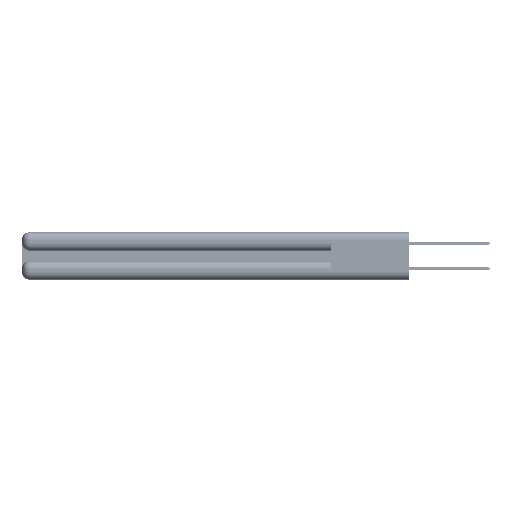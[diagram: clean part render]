
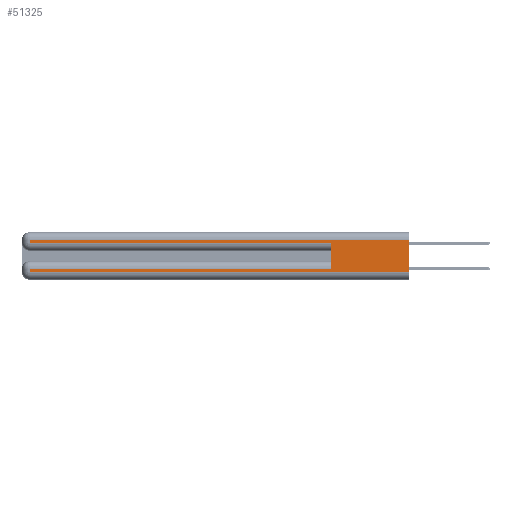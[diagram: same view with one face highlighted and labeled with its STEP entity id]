
A CAD part, left-side view. The second image highlights one B-rep face of the part: STEP entity #51325.
In plain terms, the highlighted planar face has unit normal (-1, 0, 0).
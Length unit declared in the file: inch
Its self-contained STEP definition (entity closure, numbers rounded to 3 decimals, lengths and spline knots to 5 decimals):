
#1752 = VERTEX_POINT ( 'NONE', #26747 ) ;
#2104 = VECTOR ( 'NONE', #9938, 39.37008 ) ;
#2251 = LINE ( 'NONE', #11463, #38751 ) ;
#2304 = VECTOR ( 'NONE', #38351, 39.37008 ) ;
#2491 = CARTESIAN_POINT ( 'NONE',  ( 0., 0., 0.085 ) ) ;
#2618 = CARTESIAN_POINT ( 'NONE',  ( 0., 0., 0.06 ) ) ;
#5665 = VERTEX_POINT ( 'NONE', #35456 ) ;
#5689 = LINE ( 'NONE', #2491, #8449 ) ;
#5712 = VERTEX_POINT ( 'NONE', #36047 ) ;
#5913 = CARTESIAN_POINT ( 'NONE',  ( 0., 2.94, 0.37 ) ) ;
#6512 = EDGE_CURVE ( 'NONE', #5665, #7799, #47290, .T. ) ;
#7165 = DIRECTION ( 'NONE',  ( 1., 0., 0. ) ) ;
#7427 = DIRECTION ( 'NONE',  ( 0., 0., -1. ) ) ;
#7799 = VERTEX_POINT ( 'NONE', #20155 ) ;
#7998 = VECTOR ( 'NONE', #43744, 39.37008 ) ;
#8368 = EDGE_CURVE ( 'NONE', #9742, #5712, #40893, .T. ) ;
#8449 = VECTOR ( 'NONE', #37704, 39.37008 ) ;
#9404 = LINE ( 'NONE', #48152, #7998 ) ;
#9742 = VERTEX_POINT ( 'NONE', #33826 ) ;
#9938 = DIRECTION ( 'NONE',  ( 0., 0., -1. ) ) ;
#10012 = EDGE_CURVE ( 'NONE', #32000, #5712, #13787, .T. ) ;
#10591 = VECTOR ( 'NONE', #11872, 39.37008 ) ;
#11463 = CARTESIAN_POINT ( 'NONE',  ( 0., 2.94, 0.37 ) ) ;
#11591 = DIRECTION ( 'NONE',  ( 0., 0., -1. ) ) ;
#11872 = DIRECTION ( 'NONE',  ( 0., 0., -1. ) ) ;
#13387 = EDGE_CURVE ( 'NONE', #23042, #33399, #5689, .T. ) ;
#13787 = LINE ( 'NONE', #18789, #2104 ) ;
#13977 = LINE ( 'NONE', #34687, #2304 ) ;
#15223 = LINE ( 'NONE', #34554, #16626 ) ;
#16626 = VECTOR ( 'NONE', #52435, 39.37008 ) ;
#17876 = ORIENTED_EDGE ( 'NONE', *, *, #13387, .T. ) ;
#18789 = CARTESIAN_POINT ( 'NONE',  ( 0., 0., 0.37 ) ) ;
#20155 = CARTESIAN_POINT ( 'NONE',  ( 0., 2.94, 0.285 ) ) ;
#23042 = VERTEX_POINT ( 'NONE', #27849 ) ;
#24191 = CARTESIAN_POINT ( 'NONE',  ( 0., 0., 0.31 ) ) ;
#25149 = FACE_OUTER_BOUND ( 'NONE', #36998, .T. ) ;
#26639 = ORIENTED_EDGE ( 'NONE', *, *, #10012, .F. ) ;
#26747 = CARTESIAN_POINT ( 'NONE',  ( 0., 0.6, 0.285 ) ) ;
#27615 = ORIENTED_EDGE ( 'NONE', *, *, #47049, .T. ) ;
#27849 = CARTESIAN_POINT ( 'NONE',  ( 0., 0.6, 0.085 ) ) ;
#32000 = VERTEX_POINT ( 'NONE', #24191 ) ;
#33399 = VERTEX_POINT ( 'NONE', #41318 ) ;
#33730 = PLANE ( 'NONE',  #53841 ) ;
#33826 = CARTESIAN_POINT ( 'NONE',  ( 0., 2.94, 0.06 ) ) ;
#34554 = CARTESIAN_POINT ( 'NONE',  ( 0., 0.6, 0.145 ) ) ;
#34687 = CARTESIAN_POINT ( 'NONE',  ( 0., 0., 0.285 ) ) ;
#35456 = CARTESIAN_POINT ( 'NONE',  ( 0., 2.94, 0.31 ) ) ;
#35749 = ORIENTED_EDGE ( 'NONE', *, *, #8368, .T. ) ;
#36047 = CARTESIAN_POINT ( 'NONE',  ( 0., 0., 0.06 ) ) ;
#36998 = EDGE_LOOP ( 'NONE', ( #26639, #43017, #55895, #27615, #38738, #17876, #39916, #35749 ) ) ;
#37704 = DIRECTION ( 'NONE',  ( 0., 1., 0. ) ) ;
#38351 = DIRECTION ( 'NONE',  ( 0., -1., 0. ) ) ;
#38738 = ORIENTED_EDGE ( 'NONE', *, *, #40062, .F. ) ;
#38751 = VECTOR ( 'NONE', #7427, 39.37008 ) ;
#39807 = EDGE_CURVE ( 'NONE', #33399, #9742, #2251, .T. ) ;
#39916 = ORIENTED_EDGE ( 'NONE', *, *, #39807, .T. ) ;
#40062 = EDGE_CURVE ( 'NONE', #23042, #1752, #15223, .T. ) ;
#40893 = LINE ( 'NONE', #2618, #48427 ) ;
#41318 = CARTESIAN_POINT ( 'NONE',  ( 0., 2.94, 0.085 ) ) ;
#42457 = DIRECTION ( 'NONE',  ( 0., -1., 0. ) ) ;
#43017 = ORIENTED_EDGE ( 'NONE', *, *, #43972, .T. ) ;
#43744 = DIRECTION ( 'NONE',  ( 0., 1., 0. ) ) ;
#43972 = EDGE_CURVE ( 'NONE', #32000, #5665, #9404, .T. ) ;
#46638 = CARTESIAN_POINT ( 'NONE',  ( 0., 0., 0.37 ) ) ;
#47049 = EDGE_CURVE ( 'NONE', #7799, #1752, #13977, .T. ) ;
#47290 = LINE ( 'NONE', #5913, #10591 ) ;
#48152 = CARTESIAN_POINT ( 'NONE',  ( 0., 0., 0.31 ) ) ;
#48427 = VECTOR ( 'NONE', #42457, 39.37008 ) ;
#51325 = ADVANCED_FACE ( 'NONE', ( #25149 ), #33730, .F. ) ;
#52435 = DIRECTION ( 'NONE',  ( 0., 0., 1. ) ) ;
#53841 = AXIS2_PLACEMENT_3D ( 'NONE', #46638, #7165, #11591 ) ;
#55895 = ORIENTED_EDGE ( 'NONE', *, *, #6512, .T. ) ;
